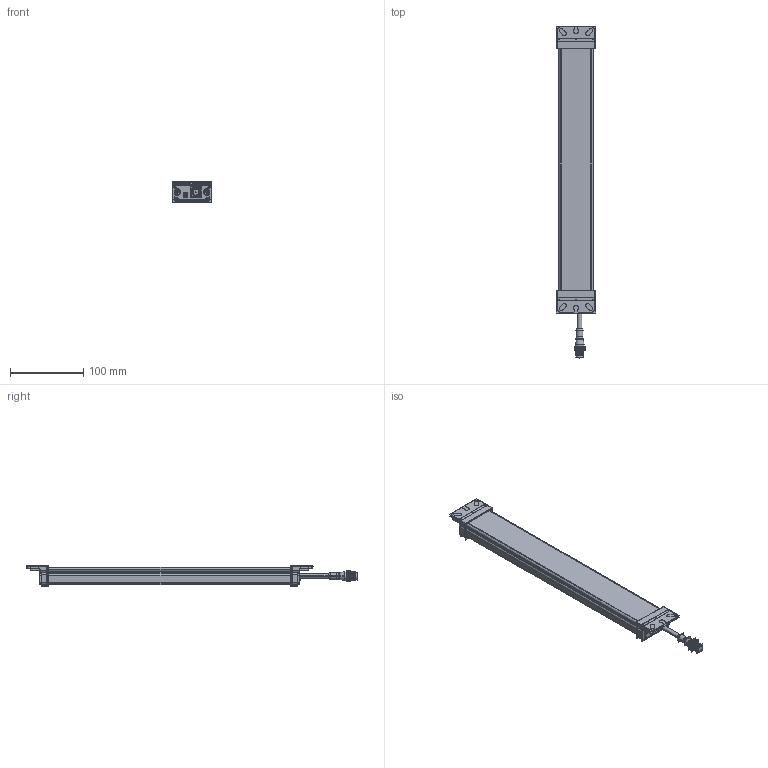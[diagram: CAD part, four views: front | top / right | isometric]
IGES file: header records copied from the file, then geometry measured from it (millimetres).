
Start section:  PTC IGES file: 251504_sm01.igs
Global section: file name: 251504_sm01.igs; native system: Creo Parametric by PTC Inc.; preprocessor: 2022414; author: banengservice; organization: Unknown; date: 20251008.133001; units: millimetre
Bounding box: 53.4 x 451.88 x 28.3 mm (x, y, z)
Volume: 389213.1 mm3; surface area: 282609 mm2
Topology: 1 solids, 2 shells, 5966 faces, 27760 edges, 33687 vertices
Faces by surface type: bspline 3990, revolution 1976
